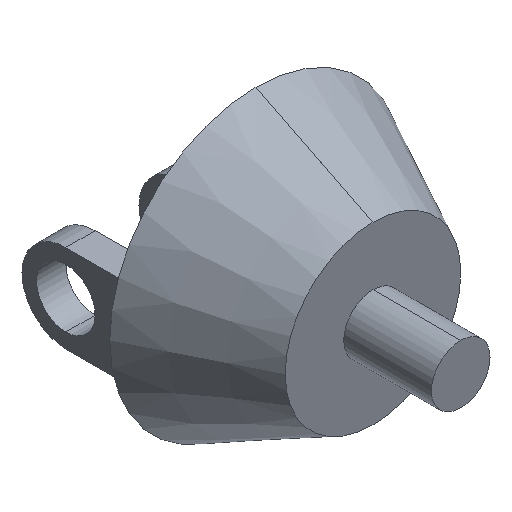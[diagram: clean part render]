
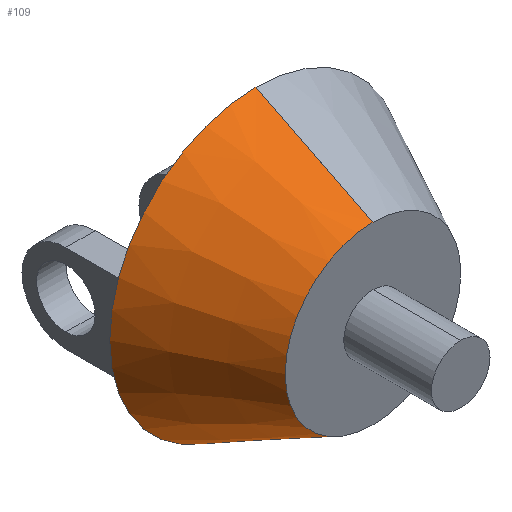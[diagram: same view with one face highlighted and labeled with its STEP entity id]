
A CAD part, isometric view. The second image highlights one B-rep face of the part: STEP entity #109.
In plain terms, the highlighted conical face has half-angle 26.565 degrees and reference radius 25 mm.
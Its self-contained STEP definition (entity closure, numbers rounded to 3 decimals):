
#52 = CARTESIAN_POINT ( 'NONE',  ( 0., 35., -25. ) ) ;
#88 = VECTOR ( 'NONE', #459, 1000. ) ;
#92 = EDGE_CURVE ( 'NONE', #313, #137, #521, .T. ) ;
#96 = DIRECTION ( 'NONE',  ( 0., 0., 1. ) ) ;
#109 = ADVANCED_FACE ( 'NONE', ( #273 ), #654, .T. ) ;
#113 = AXIS2_PLACEMENT_3D ( 'NONE', #221, #432, #535 ) ;
#137 = VERTEX_POINT ( 'NONE', #52 ) ;
#138 = EDGE_CURVE ( 'NONE', #193, #298, #472, .T. ) ;
#154 = ORIENTED_EDGE ( 'NONE', *, *, #465, .F. ) ;
#170 = CARTESIAN_POINT ( 'NONE',  ( 0., 35., 25. ) ) ;
#192 = LINE ( 'NONE', #412, #88 ) ;
#193 = VERTEX_POINT ( 'NONE', #683 ) ;
#194 = AXIS2_PLACEMENT_3D ( 'NONE', #641, #209, #96 ) ;
#197 = EDGE_LOOP ( 'NONE', ( #154, #311, #611, #394 ) ) ;
#205 = CARTESIAN_POINT ( 'NONE',  ( 0., 35., 25. ) ) ;
#209 = DIRECTION ( 'NONE',  ( 0., 1., 0. ) ) ;
#210 = DIRECTION ( 'NONE',  ( 0., 0.894, 0.447 ) ) ;
#221 = CARTESIAN_POINT ( 'NONE',  ( 0., 35., 0. ) ) ;
#230 = EDGE_CURVE ( 'NONE', #193, #313, #536, .T. ) ;
#273 = FACE_OUTER_BOUND ( 'NONE', #197, .T. ) ;
#298 = VERTEX_POINT ( 'NONE', #317 ) ;
#311 = ORIENTED_EDGE ( 'NONE', *, *, #138, .F. ) ;
#313 = VERTEX_POINT ( 'NONE', #170 ) ;
#317 = CARTESIAN_POINT ( 'NONE',  ( 0., 15., -15. ) ) ;
#334 = DIRECTION ( 'NONE',  ( 0., 0., -1. ) ) ;
#354 = AXIS2_PLACEMENT_3D ( 'NONE', #425, #383, #334 ) ;
#383 = DIRECTION ( 'NONE',  ( 0., -1., 0. ) ) ;
#394 = ORIENTED_EDGE ( 'NONE', *, *, #92, .T. ) ;
#412 = CARTESIAN_POINT ( 'NONE',  ( 0., 35., -25. ) ) ;
#417 = VECTOR ( 'NONE', #210, 1000. ) ;
#425 = CARTESIAN_POINT ( 'NONE',  ( 0., 15., 0. ) ) ;
#432 = DIRECTION ( 'NONE',  ( 0., -1., 0. ) ) ;
#459 = DIRECTION ( 'NONE',  ( 0., 0.894, -0.447 ) ) ;
#465 = EDGE_CURVE ( 'NONE', #298, #137, #192, .T. ) ;
#472 = CIRCLE ( 'NONE', #354, 15. ) ;
#521 = CIRCLE ( 'NONE', #113, 25. ) ;
#535 = DIRECTION ( 'NONE',  ( 0., 0., -1. ) ) ;
#536 = LINE ( 'NONE', #205, #417 ) ;
#611 = ORIENTED_EDGE ( 'NONE', *, *, #230, .T. ) ;
#641 = CARTESIAN_POINT ( 'NONE',  ( 0., 35., 0. ) ) ;
#654 = CONICAL_SURFACE ( 'NONE', #194, 25., 0.464 ) ;
#683 = CARTESIAN_POINT ( 'NONE',  ( 0., 15., 15. ) ) ;
